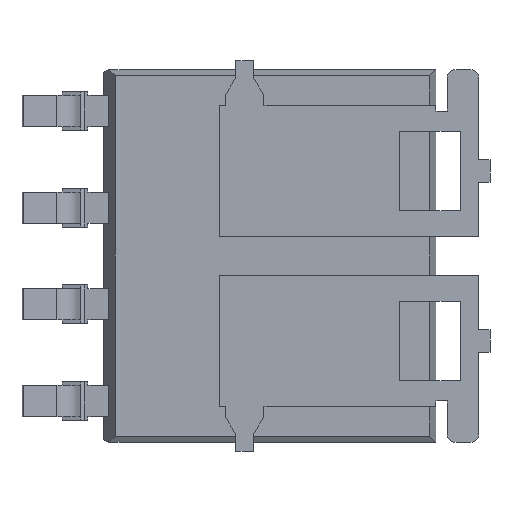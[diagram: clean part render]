
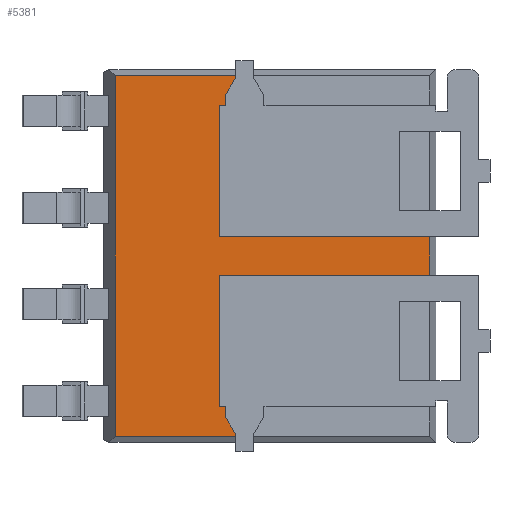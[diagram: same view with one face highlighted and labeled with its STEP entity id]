
A CAD part, front view. The second image highlights one B-rep face of the part: STEP entity #5381.
In plain terms, the highlighted planar face has unit normal (0, -1, 0).
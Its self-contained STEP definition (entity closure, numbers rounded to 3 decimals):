
#5 = VECTOR ( 'NONE', #1813, 1000. ) ;
#70 = DIRECTION ( 'NONE',  ( 0., 0., 1. ) ) ;
#91 = DIRECTION ( 'NONE',  ( 0., 0., 1. ) ) ;
#130 = PLANE ( 'NONE',  #2435 ) ;
#131 = ORIENTED_EDGE ( 'NONE', *, *, #1528, .T. ) ;
#169 = CARTESIAN_POINT ( 'NONE',  ( -0.485, 0., 1.98 ) ) ;
#205 = VECTOR ( 'NONE', #70, 1000. ) ;
#226 = CARTESIAN_POINT ( 'NONE',  ( -0.485, 0., 1.98 ) ) ;
#280 = VERTEX_POINT ( 'NONE', #4814 ) ;
#313 = VERTEX_POINT ( 'NONE', #2039 ) ;
#327 = CARTESIAN_POINT ( 'NONE',  ( -0.485, 0., -1.98 ) ) ;
#343 = ORIENTED_EDGE ( 'NONE', *, *, #4460, .T. ) ;
#362 = CARTESIAN_POINT ( 'NONE',  ( -0.405, 0., 1.98 ) ) ;
#417 = DIRECTION ( 'NONE',  ( 1., 0., 0. ) ) ;
#454 = LINE ( 'NONE', #2311, #2908 ) ;
#477 = ORIENTED_EDGE ( 'NONE', *, *, #3569, .T. ) ;
#484 = VERTEX_POINT ( 'NONE', #327 ) ;
#549 = LINE ( 'NONE', #2408, #3203 ) ;
#587 = DIRECTION ( 'NONE',  ( 0., 0., 1. ) ) ;
#646 = ORIENTED_EDGE ( 'NONE', *, *, #801, .F. ) ;
#666 = CARTESIAN_POINT ( 'NONE',  ( -0.485, 0., -1.98 ) ) ;
#682 = CARTESIAN_POINT ( 'NONE',  ( -0.265, 0., -2.34 ) ) ;
#716 = VERTEX_POINT ( 'NONE', #3366 ) ;
#743 = EDGE_CURVE ( 'NONE', #313, #2660, #2331, .T. ) ;
#801 = EDGE_CURVE ( 'NONE', #4960, #1986, #1808, .T. ) ;
#807 = ORIENTED_EDGE ( 'NONE', *, *, #4748, .T. ) ;
#823 = LINE ( 'NONE', #5912, #1357 ) ;
#881 = EDGE_LOOP ( 'NONE', ( #5965, #1419, #646, #4339, #5157, #807, #5825, #1642, #131, #2599, #343, #2417, #477, #2802, #5382, #5952 ) ) ;
#911 = CARTESIAN_POINT ( 'NONE',  ( -0.265, 0., 2.34 ) ) ;
#940 = CARTESIAN_POINT ( 'NONE',  ( -0.265, 0., 2.37 ) ) ;
#973 = EDGE_CURVE ( 'NONE', #4664, #4290, #1992, .T. ) ;
#998 = EDGE_CURVE ( 'NONE', #3743, #1305, #1165, .T. ) ;
#1125 = LINE ( 'NONE', #3972, #1935 ) ;
#1165 = LINE ( 'NONE', #4862, #1586 ) ;
#1266 = EDGE_CURVE ( 'NONE', #1305, #1986, #823, .T. ) ;
#1305 = VERTEX_POINT ( 'NONE', #940 ) ;
#1343 = EDGE_CURVE ( 'NONE', #4960, #3741, #5667, .T. ) ;
#1357 = VECTOR ( 'NONE', #1772, 1000. ) ;
#1409 = EDGE_CURVE ( 'NONE', #3741, #5602, #549, .T. ) ;
#1419 = ORIENTED_EDGE ( 'NONE', *, *, #1266, .T. ) ;
#1439 = CARTESIAN_POINT ( 'NONE',  ( -0.485, 0., -0.255 ) ) ;
#1528 = EDGE_CURVE ( 'NONE', #484, #313, #1583, .T. ) ;
#1548 = VECTOR ( 'NONE', #3472, 1000. ) ;
#1583 = LINE ( 'NONE', #666, #5421 ) ;
#1586 = VECTOR ( 'NONE', #3022, 1000. ) ;
#1612 = DIRECTION ( 'NONE',  ( 0., 0., 1. ) ) ;
#1620 = CARTESIAN_POINT ( 'NONE',  ( -0.405, 0., -2.115 ) ) ;
#1642 = ORIENTED_EDGE ( 'NONE', *, *, #4961, .T. ) ;
#1667 = CARTESIAN_POINT ( 'NONE',  ( -1.852, 0., 2.37 ) ) ;
#1712 = VERTEX_POINT ( 'NONE', #4151 ) ;
#1772 = DIRECTION ( 'NONE',  ( -1., 0., 0. ) ) ;
#1808 = LINE ( 'NONE', #1877, #205 ) ;
#1813 = DIRECTION ( 'NONE',  ( -1., 0., 0. ) ) ;
#1877 = CARTESIAN_POINT ( 'NONE',  ( -1.852, 0., -2.45 ) ) ;
#1935 = VECTOR ( 'NONE', #1612, 1000. ) ;
#1986 = VERTEX_POINT ( 'NONE', #1667 ) ;
#1992 = LINE ( 'NONE', #5678, #4473 ) ;
#2039 = CARTESIAN_POINT ( 'NONE',  ( -0.485, 0., -0.255 ) ) ;
#2089 = EDGE_CURVE ( 'NONE', #280, #5178, #3695, .T. ) ;
#2135 = VECTOR ( 'NONE', #3607, 1000. ) ;
#2136 = DIRECTION ( 'NONE',  ( 0., 0., 1. ) ) ;
#2256 = CARTESIAN_POINT ( 'NONE',  ( -0.265, 0., -2.34 ) ) ;
#2311 = CARTESIAN_POINT ( 'NONE',  ( 2.285, 0., 0. ) ) ;
#2331 = LINE ( 'NONE', #1439, #5608 ) ;
#2408 = CARTESIAN_POINT ( 'NONE',  ( -0.265, 0., -2.565 ) ) ;
#2417 = ORIENTED_EDGE ( 'NONE', *, *, #2089, .T. ) ;
#2435 = AXIS2_PLACEMENT_3D ( 'NONE', #5762, #2500, #587 ) ;
#2445 = CARTESIAN_POINT ( 'NONE',  ( -0.265, 0., 2.34 ) ) ;
#2488 = VECTOR ( 'NONE', #2760, 1000. ) ;
#2500 = DIRECTION ( 'NONE',  ( 0., 1., 0. ) ) ;
#2599 = ORIENTED_EDGE ( 'NONE', *, *, #743, .T. ) ;
#2660 = VERTEX_POINT ( 'NONE', #4612 ) ;
#2760 = DIRECTION ( 'NONE',  ( 0.528, 0., 0.849 ) ) ;
#2802 = ORIENTED_EDGE ( 'NONE', *, *, #973, .T. ) ;
#2908 = VECTOR ( 'NONE', #4153, 1000. ) ;
#2913 = VECTOR ( 'NONE', #3823, 1000. ) ;
#2966 = DIRECTION ( 'NONE',  ( 1., 0., 0. ) ) ;
#3022 = DIRECTION ( 'NONE',  ( 0., 0., 1. ) ) ;
#3091 = CARTESIAN_POINT ( 'NONE',  ( -0.405, 0., -1.98 ) ) ;
#3203 = VECTOR ( 'NONE', #91, 1000. ) ;
#3254 = VERTEX_POINT ( 'NONE', #5424 ) ;
#3366 = CARTESIAN_POINT ( 'NONE',  ( -0.405, 0., 2.115 ) ) ;
#3472 = DIRECTION ( 'NONE',  ( 0., 0., 1. ) ) ;
#3569 = EDGE_CURVE ( 'NONE', #5178, #4664, #4374, .T. ) ;
#3576 = VECTOR ( 'NONE', #4381, 1000. ) ;
#3607 = DIRECTION ( 'NONE',  ( -1., 0., 0. ) ) ;
#3695 = LINE ( 'NONE', #4206, #5 ) ;
#3741 = VERTEX_POINT ( 'NONE', #4725 ) ;
#3743 = VERTEX_POINT ( 'NONE', #2445 ) ;
#3792 = EDGE_CURVE ( 'NONE', #4290, #716, #1125, .T. ) ;
#3823 = DIRECTION ( 'NONE',  ( 1., 0., 0. ) ) ;
#3911 = DIRECTION ( 'NONE',  ( 0., 0., 1. ) ) ;
#3972 = CARTESIAN_POINT ( 'NONE',  ( -0.405, 0., 2.115 ) ) ;
#4151 = CARTESIAN_POINT ( 'NONE',  ( -0.405, 0., -2.115 ) ) ;
#4153 = DIRECTION ( 'NONE',  ( 0., 0., 1. ) ) ;
#4189 = CARTESIAN_POINT ( 'NONE',  ( 0., 0., -2.37 ) ) ;
#4206 = CARTESIAN_POINT ( 'NONE',  ( -0.485, 0., 0.255 ) ) ;
#4290 = VERTEX_POINT ( 'NONE', #362 ) ;
#4339 = ORIENTED_EDGE ( 'NONE', *, *, #1343, .T. ) ;
#4374 = LINE ( 'NONE', #226, #5208 ) ;
#4381 = DIRECTION ( 'NONE',  ( -0.528, 0., 0.849 ) ) ;
#4460 = EDGE_CURVE ( 'NONE', #2660, #280, #454, .T. ) ;
#4473 = VECTOR ( 'NONE', #2966, 1000. ) ;
#4550 = CARTESIAN_POINT ( 'NONE',  ( -0.485, 0., 0.255 ) ) ;
#4612 = CARTESIAN_POINT ( 'NONE',  ( 2.285, 0., -0.255 ) ) ;
#4664 = VERTEX_POINT ( 'NONE', #169 ) ;
#4725 = CARTESIAN_POINT ( 'NONE',  ( -0.265, 0., -2.37 ) ) ;
#4748 = EDGE_CURVE ( 'NONE', #5602, #1712, #4837, .T. ) ;
#4814 = CARTESIAN_POINT ( 'NONE',  ( 2.285, 0., 0.255 ) ) ;
#4837 = LINE ( 'NONE', #682, #3576 ) ;
#4862 = CARTESIAN_POINT ( 'NONE',  ( -0.265, 0., 2.565 ) ) ;
#4960 = VERTEX_POINT ( 'NONE', #5032 ) ;
#4961 = EDGE_CURVE ( 'NONE', #3254, #484, #5962, .T. ) ;
#5023 = EDGE_CURVE ( 'NONE', #1712, #3254, #5769, .T. ) ;
#5032 = CARTESIAN_POINT ( 'NONE',  ( -1.852, 0., -2.37 ) ) ;
#5068 = LINE ( 'NONE', #911, #2488 ) ;
#5157 = ORIENTED_EDGE ( 'NONE', *, *, #1409, .T. ) ;
#5178 = VERTEX_POINT ( 'NONE', #4550 ) ;
#5195 = FACE_OUTER_BOUND ( 'NONE', #881, .T. ) ;
#5208 = VECTOR ( 'NONE', #2136, 1000. ) ;
#5381 = ADVANCED_FACE ( 'NONE', ( #5195 ), #130, .F. ) ;
#5382 = ORIENTED_EDGE ( 'NONE', *, *, #3792, .T. ) ;
#5421 = VECTOR ( 'NONE', #3911, 1000. ) ;
#5424 = CARTESIAN_POINT ( 'NONE',  ( -0.405, 0., -1.98 ) ) ;
#5602 = VERTEX_POINT ( 'NONE', #2256 ) ;
#5608 = VECTOR ( 'NONE', #417, 1000. ) ;
#5667 = LINE ( 'NONE', #4189, #2913 ) ;
#5678 = CARTESIAN_POINT ( 'NONE',  ( -0.405, 0., 1.98 ) ) ;
#5762 = CARTESIAN_POINT ( 'NONE',  ( 0., 0., 0. ) ) ;
#5769 = LINE ( 'NONE', #1620, #1548 ) ;
#5771 = EDGE_CURVE ( 'NONE', #716, #3743, #5068, .T. ) ;
#5825 = ORIENTED_EDGE ( 'NONE', *, *, #5023, .T. ) ;
#5912 = CARTESIAN_POINT ( 'NONE',  ( 0., 0., 2.37 ) ) ;
#5952 = ORIENTED_EDGE ( 'NONE', *, *, #5771, .T. ) ;
#5962 = LINE ( 'NONE', #3091, #2135 ) ;
#5965 = ORIENTED_EDGE ( 'NONE', *, *, #998, .T. ) ;
